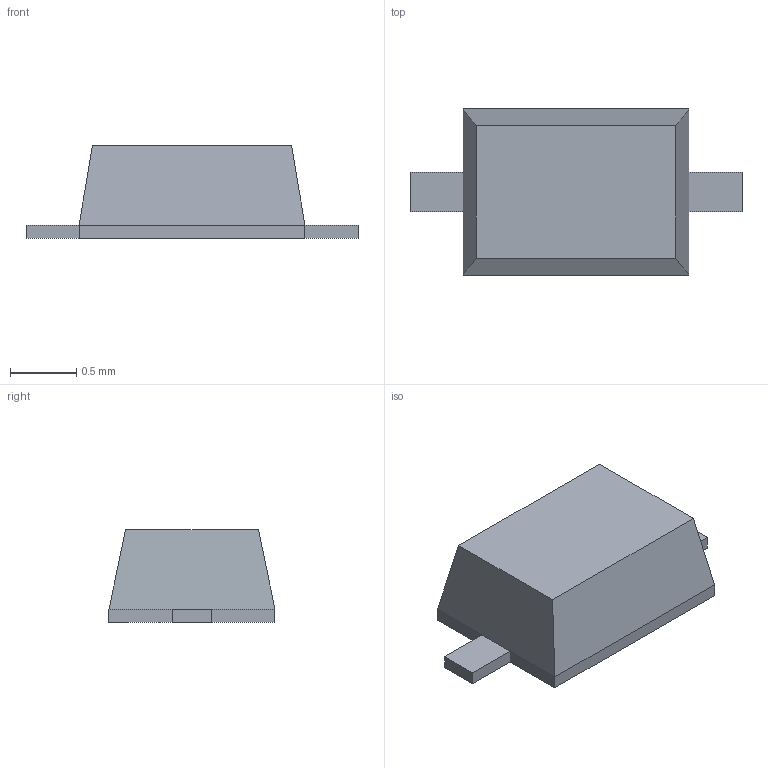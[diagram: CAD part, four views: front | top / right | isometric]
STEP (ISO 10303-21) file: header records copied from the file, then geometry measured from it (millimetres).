
FILE_DESCRIPTION(('FreeCAD Model'),'2;1');
FILE_NAME('sod-323.step', '2018-04-25T22:48:32',('Author'),(''), 'Open CASCADE STEP processor 6.8','FreeCAD','Unknown');
FILE_SCHEMA(('AUTOMOTIVE_DESIGN_CC2 { 1 2 10303 214 -1 1 5 4 }'));
Length unit declared in the file: millimetre
Products named in the file (3): ASSEMBLY; SOD_323001_(Solid); SOD_323_(Solid)
Assembly tree (2 placements, depth 2):
  ASSEMBLY
    SOD_323001_(Solid)
    SOD_323_(Solid)
Bounding box: 2.5 x 1.25 x 0.7 mm (x, y, z)
Volume: 1.4 mm3; surface area: 9.6 mm2
Topology: 2 solids, 2 shells, 16 faces, 32 edges, 20 vertices
Faces by surface type: bspline 16
Entity records: 1202 total; most frequent: CARTESIAN_POINT 691, B_SPLINE_CURVE_WITH_KNOTS 96, ORIENTED_EDGE 64, PCURVE 64, DEFINITIONAL_REPRESENTATION 64, EDGE_CURVE 32, SURFACE_CURVE 32, VERTEX_POINT 20
